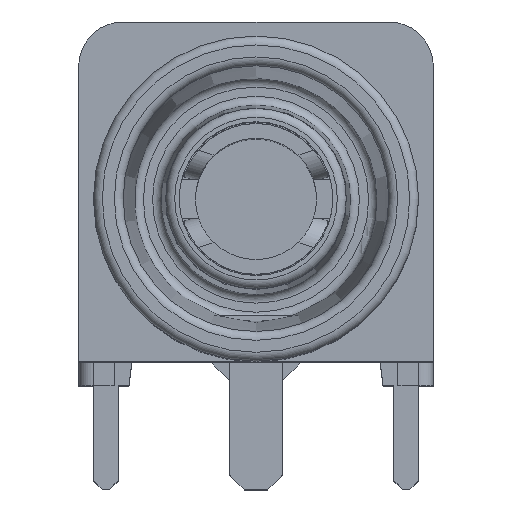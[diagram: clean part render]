
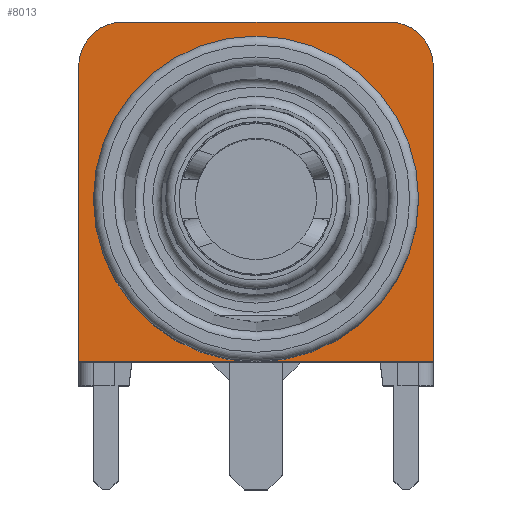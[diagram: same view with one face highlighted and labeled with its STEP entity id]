
A CAD part, top view. The second image highlights one B-rep face of the part: STEP entity #8013.
In plain terms, the highlighted planar face has unit normal (0, 0, 1).
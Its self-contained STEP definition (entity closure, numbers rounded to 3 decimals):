
#1070=FACE_OUTER_BOUND('',#1480,.T.);
#1480=EDGE_LOOP('',(#7244,#7245,#7246,#7247,#7248,#7249,#7250,#7251,#7252));
#2195=LINE('',#14178,#2985);
#2198=LINE('',#14184,#2988);
#2201=LINE('',#14189,#2991);
#2202=LINE('',#14190,#2992);
#2204=LINE('',#14194,#2994);
#2985=VECTOR('',#10183,10.);
#2988=VECTOR('',#10188,10.);
#2991=VECTOR('',#10193,10.);
#2992=VECTOR('',#10194,10.);
#2994=VECTOR('',#10198,10.);
#3251=CIRCLE('',#8507,5.5);
#3252=CIRCLE('',#8508,5.5);
#3256=CIRCLE('',#8527,1.5);
#3257=CIRCLE('',#8529,1.5);
#3948=VERTEX_POINT('',#14167);
#3949=VERTEX_POINT('',#14169);
#3950=VERTEX_POINT('',#14175);
#3951=VERTEX_POINT('',#14177);
#3952=VERTEX_POINT('',#14181);
#3953=VERTEX_POINT('',#14183);
#3954=VERTEX_POINT('',#14187);
#3955=VERTEX_POINT('',#14192);
#5019=EDGE_CURVE('',#3949,#3948,#3251,.T.);
#5020=EDGE_CURVE('',#3948,#3949,#3252,.T.);
#5023=EDGE_CURVE('',#3951,#3950,#2195,.T.);
#5026=EDGE_CURVE('',#3953,#3952,#2198,.T.);
#5029=EDGE_CURVE('',#3949,#3954,#2201,.T.);
#5030=EDGE_CURVE('',#3952,#3949,#2202,.T.);
#5032=EDGE_CURVE('',#3954,#3955,#2204,.T.);
#5045=EDGE_CURVE('',#3953,#3950,#3256,.T.);
#5046=EDGE_CURVE('',#3951,#3955,#3257,.T.);
#7244=ORIENTED_EDGE('',*,*,#5045,.F.);
#7245=ORIENTED_EDGE('',*,*,#5026,.T.);
#7246=ORIENTED_EDGE('',*,*,#5030,.T.);
#7247=ORIENTED_EDGE('',*,*,#5019,.T.);
#7248=ORIENTED_EDGE('',*,*,#5020,.T.);
#7249=ORIENTED_EDGE('',*,*,#5029,.T.);
#7250=ORIENTED_EDGE('',*,*,#5032,.T.);
#7251=ORIENTED_EDGE('',*,*,#5046,.F.);
#7252=ORIENTED_EDGE('',*,*,#5023,.T.);
#7622=PLANE('',#8556);
#8013=ADVANCED_FACE('',(#1070),#7622,.T.);
#8507=AXIS2_PLACEMENT_3D('',#14170,#10172,#10173);
#8508=AXIS2_PLACEMENT_3D('',#14171,#10174,#10175);
#8527=AXIS2_PLACEMENT_3D('',#14223,#10232,#10233);
#8529=AXIS2_PLACEMENT_3D('',#14225,#10236,#10237);
#8556=AXIS2_PLACEMENT_3D('',#14290,#10315,#10316);
#10172=DIRECTION('center_axis',(0.,0.,
-1.));
#10173=DIRECTION('ref_axis',(1.,0.,0.));
#10174=DIRECTION('center_axis',(0.,0.,
-1.));
#10175=DIRECTION('ref_axis',(1.,0.,0.));
#10183=DIRECTION('',(-1.,0.,0.));
#10188=DIRECTION('',(0.,-1.,0.));
#10193=DIRECTION('',(1.,0.,0.));
#10194=DIRECTION('',(1.,0.,0.));
#10198=DIRECTION('',(0.,1.,0.));
#10232=DIRECTION('center_axis',(0.,0.,
-1.));
#10233=DIRECTION('ref_axis',(-0.707,0.707,0.));
#10236=DIRECTION('center_axis',(0.,0.,
-1.));
#10237=DIRECTION('ref_axis',(0.707,0.707,0.));
#10315=DIRECTION('center_axis',(0.,0.,
1.));
#10316=DIRECTION('ref_axis',(1.,0.,0.));
#14167=CARTESIAN_POINT('',(-5.5,-6.,3.859));
#14169=CARTESIAN_POINT('',(0.,-11.5,3.859));
#14170=CARTESIAN_POINT('Origin',(0.,-6.,
3.859));
#14171=CARTESIAN_POINT('Origin',(0.,-6.,
3.859));
#14175=CARTESIAN_POINT('',(-4.5,0.,3.859));
#14177=CARTESIAN_POINT('',(4.5,0.,3.859));
#14178=CARTESIAN_POINT('',(6.,0.,3.859));
#14181=CARTESIAN_POINT('',(-6.,-11.5,3.859));
#14183=CARTESIAN_POINT('',(-6.,-1.5,3.859));
#14184=CARTESIAN_POINT('',(-6.,0.,3.859));
#14187=CARTESIAN_POINT('',(6.,-11.5,3.859));
#14189=CARTESIAN_POINT('',(-6.,-11.5,3.859));
#14190=CARTESIAN_POINT('',(-6.,-11.5,3.859));
#14192=CARTESIAN_POINT('',(6.,-1.5,3.859));
#14194=CARTESIAN_POINT('',(6.,-11.5,3.859));
#14223=CARTESIAN_POINT('Origin',(-4.5,-1.5,3.859));
#14225=CARTESIAN_POINT('Origin',(4.5,-1.5,3.859));
#14290=CARTESIAN_POINT('Origin',(0.,-5.75,
3.859));
